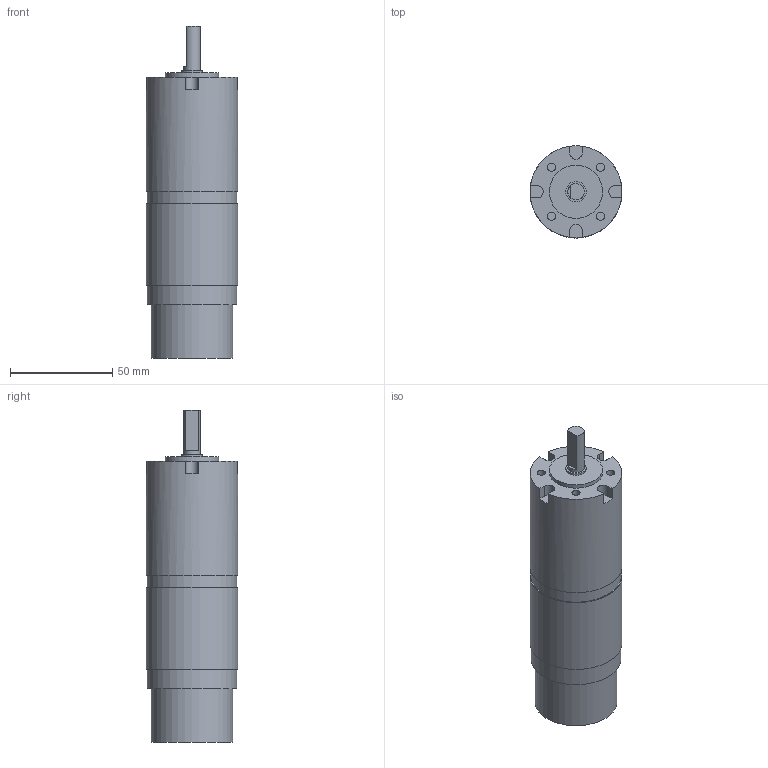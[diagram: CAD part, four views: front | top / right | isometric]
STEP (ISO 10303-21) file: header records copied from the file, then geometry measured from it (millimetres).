
FILE_DESCRIPTION(('FreeCAD Model'),'2;1');
FILE_NAME('Open CASCADE Shape Model','2025-11-28T00:41:17',('Author'),( ''),'Open CASCADE STEP processor 7.8','FreeCAD','Unknown');
FILE_SCHEMA(('AUTOMOTIVE_DESIGN { 1 0 10303 214 1 1 1 1 }'));
Length unit declared in the file: millimetre
Products named in the file (5): Motor_PG45; Depan; Tengah; CoverMid; Encoder
Assembly tree (4 placements, depth 2):
  Motor_PG45
    Depan
    Tengah
    CoverMid
    Encoder
Bounding box: 45 x 45 x 162.5 mm (x, y, z)
Volume: 226628.6 mm3; surface area: 41707.3 mm2
Topology: 4 solids, 4 shells, 53 faces, 114 edges, 76 vertices
Faces by surface type: plane 29, cylinder 24
Full cylindrical faces by diameter (mm): 4 x4, 8 x1, 10 x1, 26 x1, 40 x1, 44 x2, 45 x2
Entity records: 1591 total; most frequent: DIRECTION 288, CARTESIAN_POINT 248, ORIENTED_EDGE 228, AXIS2_PLACEMENT_3D 116, EDGE_CURVE 114, VERTEX_POINT 76, FACE_BOUND 62, EDGE_LOOP 62
